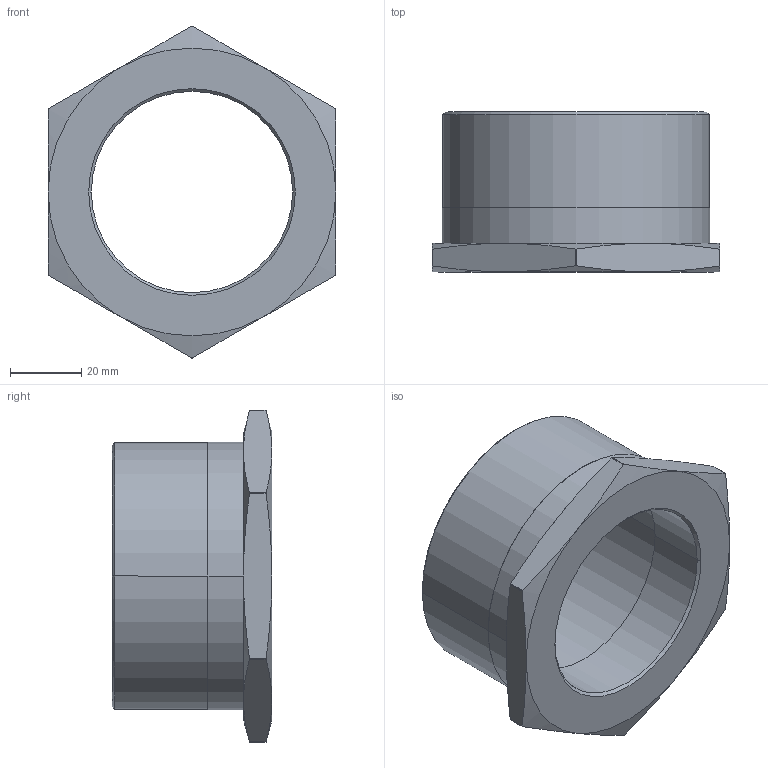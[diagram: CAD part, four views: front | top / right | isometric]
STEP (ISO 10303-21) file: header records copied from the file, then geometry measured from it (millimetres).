
FILE_DESCRIPTION (( 'STEP AP214' ), '1' );
FILE_NAME ('heco_RS-212-200-I.STEP', '2017-05-17T15:21:43', ( '' ), ( '' ), 'SwSTEP 2.0', 'SolidWorks 2016', '' );
FILE_SCHEMA (( 'AUTOMOTIVE_DESIGN' ));
Length unit declared in the file: millimetre
Products named in the file (1): heco_RS-212-200-I
Bounding box: 81 x 45 x 93.44 mm (x, y, z)
Volume: 87387.1 mm3; surface area: 25111.8 mm2
Topology: 1 solids, 1 shells, 229 faces, 589 edges, 386 vertices
Faces by surface type: plane 98, bspline 91, cylinder 20, cone 20
Entity records: 13961 total; most frequent: CARTESIAN_POINT 7152, ORIENTED_EDGE 1178, DIRECTION 673, EDGE_CURVE 589, VERTEX_POINT 386, LINE 323, VECTOR 323, EDGE_LOOP 255
